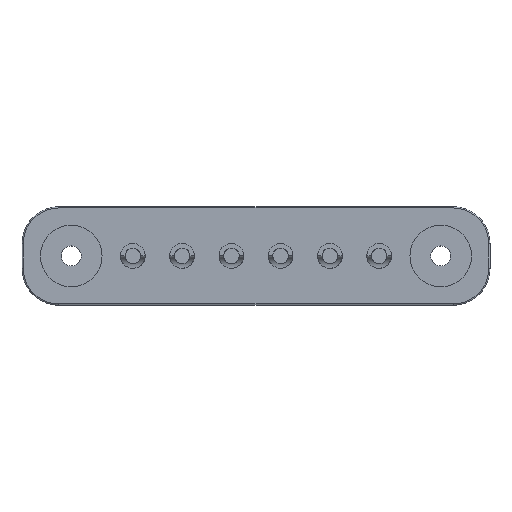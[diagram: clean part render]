
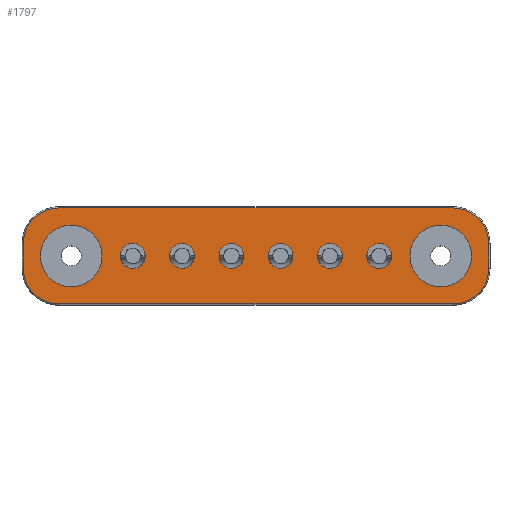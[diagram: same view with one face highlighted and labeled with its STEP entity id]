
A CAD part, top view. The second image highlights one B-rep face of the part: STEP entity #1797.
In plain terms, the highlighted planar face has unit normal (0, 0, 1).
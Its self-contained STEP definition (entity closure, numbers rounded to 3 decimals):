
#160=LINE('',#3393,#282);
#161=LINE('',#3397,#283);
#162=LINE('',#3401,#284);
#163=LINE('',#3405,#285);
#282=VECTOR('',#2543,10.);
#283=VECTOR('',#2546,10.);
#284=VECTOR('',#2549,10.);
#285=VECTOR('',#2552,10.);
#368=FACE_BOUND('',#612,.T.);
#369=FACE_BOUND('',#613,.T.);
#370=FACE_BOUND('',#614,.T.);
#371=FACE_BOUND('',#615,.T.);
#372=FACE_BOUND('',#616,.T.);
#373=FACE_BOUND('',#617,.T.);
#374=FACE_BOUND('',#618,.T.);
#375=FACE_BOUND('',#619,.T.);
#479=FACE_OUTER_BOUND('',#611,.T.);
#611=EDGE_LOOP('',(#1539,#1540,#1541,#1542,#1543,#1544,#1545,#1546));
#612=EDGE_LOOP('',(#1547));
#613=EDGE_LOOP('',(#1548));
#614=EDGE_LOOP('',(#1549));
#615=EDGE_LOOP('',(#1550));
#616=EDGE_LOOP('',(#1551));
#617=EDGE_LOOP('',(#1552));
#618=EDGE_LOOP('',(#1553));
#619=EDGE_LOOP('',(#1554));
#731=CIRCLE('',#2023,2.9);
#732=CIRCLE('',#2024,2.9);
#733=CIRCLE('',#2025,2.9);
#734=CIRCLE('',#2026,2.9);
#735=CIRCLE('',#2027,1.);
#736=CIRCLE('',#2028,1.);
#737=CIRCLE('',#2029,1.);
#738=CIRCLE('',#2030,1.);
#739=CIRCLE('',#2031,1.);
#740=CIRCLE('',#2032,1.);
#741=CIRCLE('',#2033,2.5);
#742=CIRCLE('',#2034,2.5);
#886=VERTEX_POINT('',#3391);
#887=VERTEX_POINT('',#3392);
#888=VERTEX_POINT('',#3394);
#889=VERTEX_POINT('',#3396);
#890=VERTEX_POINT('',#3398);
#891=VERTEX_POINT('',#3400);
#892=VERTEX_POINT('',#3402);
#893=VERTEX_POINT('',#3404);
#894=VERTEX_POINT('',#3407);
#895=VERTEX_POINT('',#3409);
#896=VERTEX_POINT('',#3411);
#897=VERTEX_POINT('',#3413);
#898=VERTEX_POINT('',#3415);
#899=VERTEX_POINT('',#3417);
#900=VERTEX_POINT('',#3419);
#901=VERTEX_POINT('',#3421);
#1112=EDGE_CURVE('',#886,#887,#160,.T.);
#1113=EDGE_CURVE('',#888,#886,#731,.T.);
#1114=EDGE_CURVE('',#889,#888,#161,.T.);
#1115=EDGE_CURVE('',#890,#889,#732,.T.);
#1116=EDGE_CURVE('',#891,#890,#162,.T.);
#1117=EDGE_CURVE('',#892,#891,#733,.T.);
#1118=EDGE_CURVE('',#893,#892,#163,.T.);
#1119=EDGE_CURVE('',#887,#893,#734,.T.);
#1120=EDGE_CURVE('',#894,#894,#735,.T.);
#1121=EDGE_CURVE('',#895,#895,#736,.T.);
#1122=EDGE_CURVE('',#896,#896,#737,.T.);
#1123=EDGE_CURVE('',#897,#897,#738,.T.);
#1124=EDGE_CURVE('',#898,#898,#739,.T.);
#1125=EDGE_CURVE('',#899,#899,#740,.T.);
#1126=EDGE_CURVE('',#900,#900,#741,.T.);
#1127=EDGE_CURVE('',#901,#901,#742,.T.);
#1539=ORIENTED_EDGE('',*,*,#1112,.F.);
#1540=ORIENTED_EDGE('',*,*,#1113,.F.);
#1541=ORIENTED_EDGE('',*,*,#1114,.F.);
#1542=ORIENTED_EDGE('',*,*,#1115,.F.);
#1543=ORIENTED_EDGE('',*,*,#1116,.F.);
#1544=ORIENTED_EDGE('',*,*,#1117,.F.);
#1545=ORIENTED_EDGE('',*,*,#1118,.F.);
#1546=ORIENTED_EDGE('',*,*,#1119,.F.);
#1547=ORIENTED_EDGE('',*,*,#1120,.T.);
#1548=ORIENTED_EDGE('',*,*,#1121,.T.);
#1549=ORIENTED_EDGE('',*,*,#1122,.T.);
#1550=ORIENTED_EDGE('',*,*,#1123,.T.);
#1551=ORIENTED_EDGE('',*,*,#1124,.T.);
#1552=ORIENTED_EDGE('',*,*,#1125,.T.);
#1553=ORIENTED_EDGE('',*,*,#1126,.T.);
#1554=ORIENTED_EDGE('',*,*,#1127,.T.);
#1696=PLANE('',#2022);
#1797=ADVANCED_FACE('',(#479,#368,#369,#370,#371,#372,#373,#374,#375),#1696,
 .T.);
#2022=AXIS2_PLACEMENT_3D('',#3390,#2541,#2542);
#2023=AXIS2_PLACEMENT_3D('',#3395,#2544,#2545);
#2024=AXIS2_PLACEMENT_3D('',#3399,#2547,#2548);
#2025=AXIS2_PLACEMENT_3D('',#3403,#2550,#2551);
#2026=AXIS2_PLACEMENT_3D('',#3406,#2553,#2554);
#2027=AXIS2_PLACEMENT_3D('',#3408,#2555,#2556);
#2028=AXIS2_PLACEMENT_3D('',#3410,#2557,#2558);
#2029=AXIS2_PLACEMENT_3D('',#3412,#2559,#2560);
#2030=AXIS2_PLACEMENT_3D('',#3414,#2561,#2562);
#2031=AXIS2_PLACEMENT_3D('',#3416,#2563,#2564);
#2032=AXIS2_PLACEMENT_3D('',#3418,#2565,#2566);
#2033=AXIS2_PLACEMENT_3D('',#3420,#2567,#2568);
#2034=AXIS2_PLACEMENT_3D('',#3422,#2569,#2570);
#2541=DIRECTION('center_axis',(0.,0.,1.));
#2542=DIRECTION('ref_axis',(1.,0.,0.));
#2543=DIRECTION('',(0.,-1.,0.));
#2544=DIRECTION('center_axis',(0.,0.,-1.));
#2545=DIRECTION('ref_axis',(0.707,0.707,0.));
#2546=DIRECTION('',(1.,0.,0.));
#2547=DIRECTION('center_axis',(0.,0.,-1.));
#2548=DIRECTION('ref_axis',(-0.707,0.707,0.));
#2549=DIRECTION('',(0.,1.,0.));
#2550=DIRECTION('center_axis',(0.,0.,-1.));
#2551=DIRECTION('ref_axis',(-0.707,-0.707,0.));
#2552=DIRECTION('',(-1.,0.,0.));
#2553=DIRECTION('center_axis',(0.,0.,-1.));
#2554=DIRECTION('ref_axis',(0.707,-0.707,0.));
#2555=DIRECTION('center_axis',(0.,0.,-1.));
#2556=DIRECTION('ref_axis',(1.,0.,0.));
#2557=DIRECTION('center_axis',(0.,0.,-1.));
#2558=DIRECTION('ref_axis',(1.,0.,0.));
#2559=DIRECTION('center_axis',(0.,0.,-1.));
#2560=DIRECTION('ref_axis',(1.,0.,0.));
#2561=DIRECTION('center_axis',(0.,0.,-1.));
#2562=DIRECTION('ref_axis',(1.,0.,0.));
#2563=DIRECTION('center_axis',(0.,0.,-1.));
#2564=DIRECTION('ref_axis',(1.,0.,0.));
#2565=DIRECTION('center_axis',(0.,0.,-1.));
#2566=DIRECTION('ref_axis',(1.,0.,0.));
#2567=DIRECTION('center_axis',(0.,0.,-1.));
#2568=DIRECTION('ref_axis',(1.,0.,0.));
#2569=DIRECTION('center_axis',(0.,0.,-1.));
#2570=DIRECTION('ref_axis',(1.,0.,0.));
#3390=CARTESIAN_POINT('Origin',(0.,0.,3.76));
#3391=CARTESIAN_POINT('',(18.9,1.,3.76));
#3392=CARTESIAN_POINT('',(18.9,-1.,3.76));
#3393=CARTESIAN_POINT('',(18.9,-0.5,3.76));
#3394=CARTESIAN_POINT('',(16.,3.9,3.76));
#3395=CARTESIAN_POINT('Origin',(16.,1.,3.76));
#3396=CARTESIAN_POINT('',(-16.,3.9,3.76));
#3397=CARTESIAN_POINT('',(8.,3.9,3.76));
#3398=CARTESIAN_POINT('',(-18.9,1.,3.76));
#3399=CARTESIAN_POINT('Origin',(-16.,1.,3.76));
#3400=CARTESIAN_POINT('',(-18.9,-1.,3.76));
#3401=CARTESIAN_POINT('',(-18.9,0.5,3.76));
#3402=CARTESIAN_POINT('',(-16.,-3.9,3.76));
#3403=CARTESIAN_POINT('Origin',(-16.,-1.,3.76));
#3404=CARTESIAN_POINT('',(16.,-3.9,3.76));
#3405=CARTESIAN_POINT('',(-8.,-3.9,3.76));
#3406=CARTESIAN_POINT('Origin',(16.,-1.,3.76));
#3407=CARTESIAN_POINT('',(1.,0.,3.76));
#3408=CARTESIAN_POINT('Origin',(2.,0.,3.76));
#3409=CARTESIAN_POINT('',(-11.,0.,3.76));
#3410=CARTESIAN_POINT('Origin',(-10.,0.,3.76));
#3411=CARTESIAN_POINT('',(5.,0.,3.76));
#3412=CARTESIAN_POINT('Origin',(6.,0.,3.76));
#3413=CARTESIAN_POINT('',(-3.,0.,3.76));
#3414=CARTESIAN_POINT('Origin',(-2.,0.,3.76));
#3415=CARTESIAN_POINT('',(-7.,0.,3.76));
#3416=CARTESIAN_POINT('Origin',(-6.,0.,3.76));
#3417=CARTESIAN_POINT('',(9.,0.,3.76));
#3418=CARTESIAN_POINT('Origin',(10.,0.,3.76));
#3419=CARTESIAN_POINT('',(-17.5,0.,3.76));
#3420=CARTESIAN_POINT('Origin',(-15.,0.,3.76));
#3421=CARTESIAN_POINT('',(12.5,0.,3.76));
#3422=CARTESIAN_POINT('Origin',(15.,0.,3.76));
